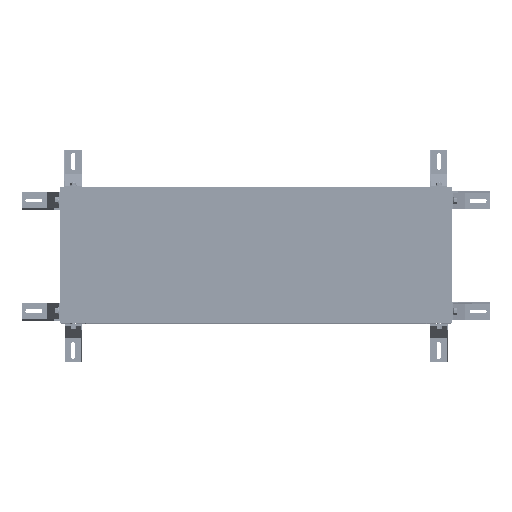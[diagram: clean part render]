
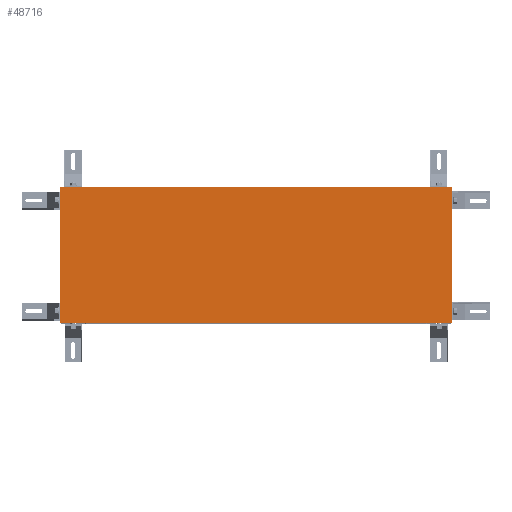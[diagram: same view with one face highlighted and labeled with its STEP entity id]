
A CAD part, top view. The second image highlights one B-rep face of the part: STEP entity #48716.
In plain terms, the highlighted planar face has unit normal (0, 0, 1).
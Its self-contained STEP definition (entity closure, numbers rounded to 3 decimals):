
#48580=CARTESIAN_POINT('Vertex',(460.,160.,40.)) ;
#48594=CARTESIAN_POINT('Vertex',(-460.,160.,40.)) ;
#48597=CARTESIAN_POINT('Line Origine',(0.,160.,40.)) ;
#48625=CARTESIAN_POINT('Vertex',(-460.,-160.,40.)) ;
#48628=CARTESIAN_POINT('Line Origine',(-460.,0.,40.)) ;
#48656=CARTESIAN_POINT('Vertex',(460.,-160.,40.)) ;
#48659=CARTESIAN_POINT('Line Origine',(0.,-160.,40.)) ;
#48681=CARTESIAN_POINT('Line Origine',(460.,0.,40.)) ;
#48705=CARTESIAN_POINT('Axis2P3D Location',(0.,0.,40.)) ;
#48598=DIRECTION('Vector Direction',(1.,0.,0.)) ;
#48629=DIRECTION('Vector Direction',(0.,1.,0.)) ;
#48660=DIRECTION('Vector Direction',(-1.,0.,0.)) ;
#48682=DIRECTION('Vector Direction',(0.,-1.,0.)) ;
#48706=DIRECTION('Axis2P3D Direction',(0.,0.,1.)) ;
#48707=DIRECTION('Axis2P3D XDirection',(1.,0.,0.)) ;
#48708=AXIS2_PLACEMENT_3D('Plane Axis2P3D',#48705,#48706,#48707) ;
#48711=ORIENTED_EDGE('',*,*,#48601,.T.) ;
#48712=ORIENTED_EDGE('',*,*,#48632,.T.) ;
#48713=ORIENTED_EDGE('',*,*,#48663,.T.) ;
#48714=ORIENTED_EDGE('',*,*,#48685,.T.) ;
#48599=VECTOR('Line Direction',#48598,1.) ;
#48630=VECTOR('Line Direction',#48629,1.) ;
#48661=VECTOR('Line Direction',#48660,1.) ;
#48683=VECTOR('Line Direction',#48682,1.) ;
#48716=ADVANCED_FACE('PartBody',(#48715),#48709,.T.) ;
#48601=EDGE_CURVE('',#48581,#48595,#48600,.F.) ;
#48632=EDGE_CURVE('',#48595,#48626,#48631,.F.) ;
#48663=EDGE_CURVE('',#48626,#48657,#48662,.F.) ;
#48685=EDGE_CURVE('',#48657,#48581,#48684,.F.) ;
#48710=EDGE_LOOP('',(#48711,#48712,#48713,#48714)) ;
#48715=FACE_OUTER_BOUND('',#48710,.T.) ;
#48600=LINE('Line',#48597,#48599) ;
#48631=LINE('Line',#48628,#48630) ;
#48662=LINE('Line',#48659,#48661) ;
#48684=LINE('Line',#48681,#48683) ;
#48709=PLANE('',#48708) ;
#48581=VERTEX_POINT('',#48580) ;
#48595=VERTEX_POINT('',#48594) ;
#48626=VERTEX_POINT('',#48625) ;
#48657=VERTEX_POINT('',#48656) ;
